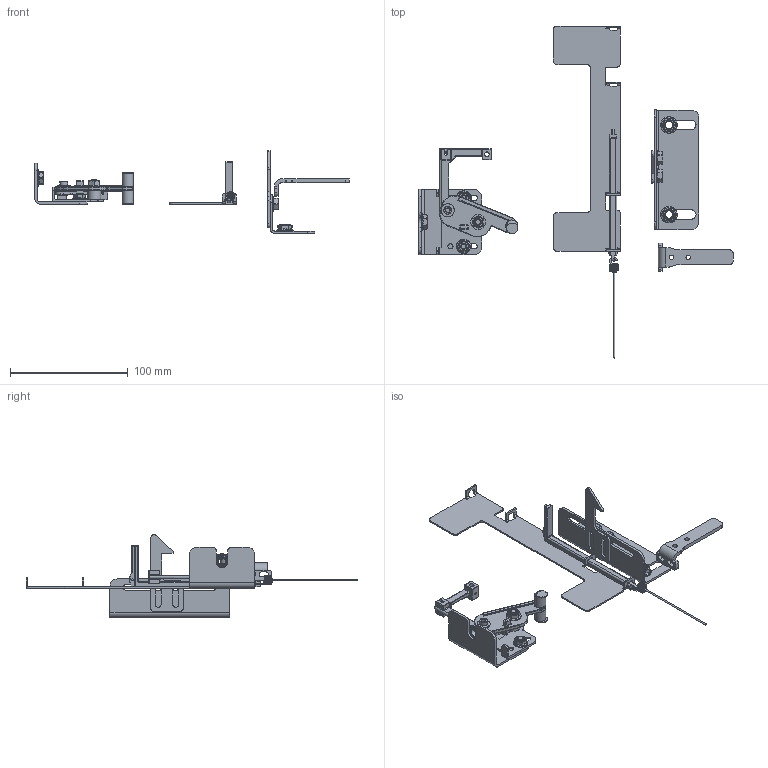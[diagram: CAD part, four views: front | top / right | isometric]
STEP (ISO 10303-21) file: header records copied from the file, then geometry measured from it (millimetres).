
FILE_DESCRIPTION (( 'STEP AP214' ), '1' );
FILE_NAME ('SCE-MDV.STEP', '2022-07-27T11:36:00', ( '' ), ( '' ), 'SwSTEP 2.0', 'SolidWorks 2021', '' );
FILE_SCHEMA (( 'AUTOMOTIVE_DESIGN' ));
Length unit declared in the file: inch
Products named in the file (1): SCE-MDV
Bounding box: 267.21 x 282.34 x 70.15 mm (x, y, z)
Volume: 54656.1 mm3; surface area: 62745.1 mm2
Topology: 26 solids, 26 shells, 2043 faces, 5285 edges, 3256 vertices
Faces by surface type: bspline 785, plane 572, cylinder 483, torus 96, sphere 54, cone 53
Full cylindrical faces by diameter (mm): 1.041 x1, 1.191 x1, 1.524 x2, 1.651 x1, 2.032 x4, 3.785 x2, 3.962 x3, 4.091 x1, 4.14 x4, 4.178 x3, 4.318 x2, 4.369 x2, 4.775 x1, 4.826 x6, 4.902 x1, 5.08 x1, 5.613 x1, 5.842 x2, 6.08 x1, 6.363 x3, 6.502 x3, 6.68 x1, 7.62 x1, 7.798 x1, 9.525 x2, 11.125 x3, 12.17 x2, 12.827 x1, 14.288 x3
Entity records: 151164 total; most frequent: CARTESIAN_POINT 110765, ORIENTED_EDGE 10122, DIRECTION 5415, EDGE_CURVE 5061, VERTEX_POINT 3190, B_SPLINE_CURVE_WITH_KNOTS 2786, EDGE_LOOP 2251, AXIS2_PLACEMENT_3D 2184
